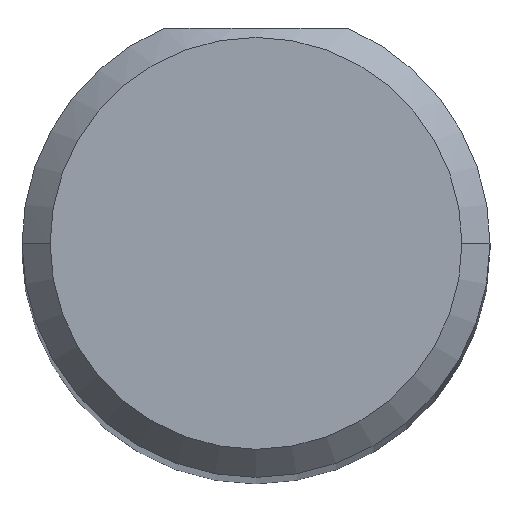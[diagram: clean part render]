
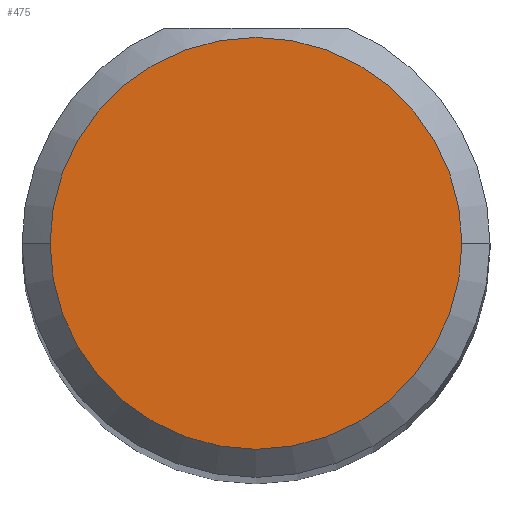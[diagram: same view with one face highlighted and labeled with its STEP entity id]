
A CAD part, top view. The second image highlights one B-rep face of the part: STEP entity #475.
In plain terms, the highlighted planar face has unit normal (0, 0, 1).
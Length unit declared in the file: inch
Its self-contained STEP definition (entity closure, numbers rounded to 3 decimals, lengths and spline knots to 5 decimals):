
#8 = DIRECTION ( 'NONE',  ( 0., 0., 1. ) ) ;
#18 = DIRECTION ( 'NONE',  ( 0., 0., -1. ) ) ;
#44 = CARTESIAN_POINT ( 'NONE',  ( 0.61, 0., 2.5 ) ) ;
#112 = ORIENTED_EDGE ( 'NONE', *, *, #402, .F. ) ;
#139 = DIRECTION ( 'NONE',  ( -1., 0., 0. ) ) ;
#141 = FACE_OUTER_BOUND ( 'NONE', #335, .T. ) ;
#182 = DIRECTION ( 'NONE',  ( -1., 0., 0. ) ) ;
#212 = VERTEX_POINT ( 'NONE', #44 ) ;
#231 = CARTESIAN_POINT ( 'NONE',  ( 0.5, 0., 2.5 ) ) ;
#244 = CARTESIAN_POINT ( 'NONE',  ( 0.39, 0., 2.5 ) ) ;
#259 = VERTEX_POINT ( 'NONE', #244 ) ;
#265 = CIRCLE ( 'NONE', #444, 0.11 ) ;
#276 = EDGE_CURVE ( 'NONE', #212, #259, #421, .T. ) ;
#316 = PLANE ( 'NONE',  #531 ) ;
#335 = EDGE_LOOP ( 'NONE', ( #459, #112 ) ) ;
#358 = CARTESIAN_POINT ( 'NONE',  ( 0.5, 0., 2.5 ) ) ;
#402 = EDGE_CURVE ( 'NONE', #259, #212, #265, .T. ) ;
#421 = CIRCLE ( 'NONE', #522, 0.11 ) ;
#444 = AXIS2_PLACEMENT_3D ( 'NONE', #358, #568, #182 ) ;
#456 = DIRECTION ( 'NONE',  ( -1., 0., 0. ) ) ;
#459 = ORIENTED_EDGE ( 'NONE', *, *, #276, .F. ) ;
#475 = ADVANCED_FACE ( 'NONE', ( #141 ), #316, .T. ) ;
#505 = CARTESIAN_POINT ( 'NONE',  ( 0.5, 0., 2.5 ) ) ;
#522 = AXIS2_PLACEMENT_3D ( 'NONE', #505, #18, #456 ) ;
#531 = AXIS2_PLACEMENT_3D ( 'NONE', #231, #8, #139 ) ;
#568 = DIRECTION ( 'NONE',  ( 0., 0., -1. ) ) ;
